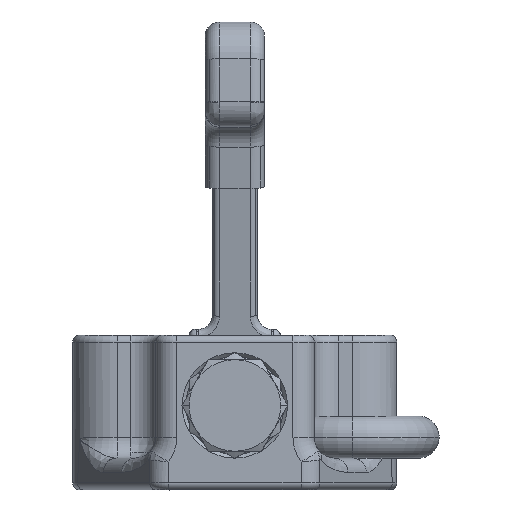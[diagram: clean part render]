
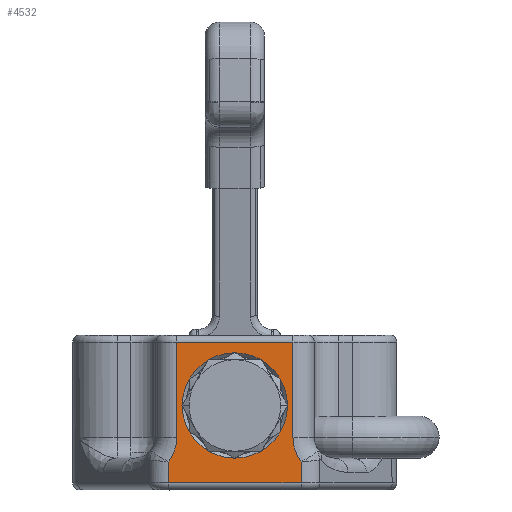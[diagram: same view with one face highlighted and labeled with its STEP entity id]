
A CAD part, left-side view. The second image highlights one B-rep face of the part: STEP entity #4532.
In plain terms, the highlighted planar face has unit normal (-1, 0, 0).
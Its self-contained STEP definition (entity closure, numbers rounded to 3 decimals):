
#4459=AXIS2_PLACEMENT_3D('Plane Axis2P3D',#4456,#4457,#4458) ;
#4516=AXIS2_PLACEMENT_3D('Circle Axis2P3D',#4514,#4515,$) ;
#4525=AXIS2_PLACEMENT_3D('Circle Axis2P3D',#4523,#4524,$) ;
#1593=CARTESIAN_POINT('Vertex',(-25.,-26.095,1.)) ;
#1617=CARTESIAN_POINT('Vertex',(-25.,-7.305,1.)) ;
#1620=CARTESIAN_POINT('Line Origine',(-25.,-22.337,1.)) ;
#2668=CARTESIAN_POINT('Vertex',(-25.,-8.45,21.)) ;
#2692=CARTESIAN_POINT('Vertex',(-25.,-24.95,21.)) ;
#2695=CARTESIAN_POINT('Line Origine',(-25.,-11.75,21.)) ;
#4422=CARTESIAN_POINT('Line Origine',(-25.,-26.095,3.622)) ;
#4426=CARTESIAN_POINT('Vertex',(-25.,-26.095,3.974)) ;
#4456=CARTESIAN_POINT('Axis2P3D Location',(-25.,-16.7,11.)) ;
#4461=CARTESIAN_POINT('Line Origine',(-25.,-7.305,2.487)) ;
#4465=CARTESIAN_POINT('Vertex',(-25.,-7.305,3.974)) ;
#4469=CARTESIAN_POINT('Control Point',(-25.,-26.095,3.974)) ;
#4470=CARTESIAN_POINT('Control Point',(-25.,-25.743,4.459)) ;
#4471=CARTESIAN_POINT('Control Point',(-25.,-25.451,4.989)) ;
#4472=CARTESIAN_POINT('Control Point',(-25.,-25.227,5.552)) ;
#4473=CARTESIAN_POINT('Control Point',(-25.,-25.037,6.288)) ;
#4474=CARTESIAN_POINT('Control Point',(-25.,-24.965,7.039)) ;
#4475=CARTESIAN_POINT('Control Point',(-25.,-24.955,7.192)) ;
#4476=CARTESIAN_POINT('Control Point',(-25.,-24.95,7.346)) ;
#4477=CARTESIAN_POINT('Control Point',(-25.,-24.95,7.5)) ;
#4478=CARTESIAN_POINT('Vertex',(-25.,-24.95,7.5)) ;
#4481=CARTESIAN_POINT('Line Origine',(-25.,-24.95,14.25)) ;
#4486=CARTESIAN_POINT('Line Origine',(-25.,-8.45,14.25)) ;
#4490=CARTESIAN_POINT('Vertex',(-25.,-8.45,7.5)) ;
#4494=CARTESIAN_POINT('Control Point',(-25.,-8.45,7.5)) ;
#4495=CARTESIAN_POINT('Control Point',(-25.,-8.45,6.9)) ;
#4496=CARTESIAN_POINT('Control Point',(-25.,-8.375,6.3)) ;
#4497=CARTESIAN_POINT('Control Point',(-25.,-8.225,5.712)) ;
#4498=CARTESIAN_POINT('Control Point',(-25.,-7.946,5.006)) ;
#4499=CARTESIAN_POINT('Control Point',(-25.,-7.564,4.356)) ;
#4500=CARTESIAN_POINT('Control Point',(-25.,-7.481,4.226)) ;
#4501=CARTESIAN_POINT('Control Point',(-25.,-7.395,4.098)) ;
#4502=CARTESIAN_POINT('Control Point',(-25.,-7.305,3.974)) ;
#4514=CARTESIAN_POINT('Axis2P3D Location',(-25.,-16.7,12.)) ;
#4518=CARTESIAN_POINT('Vertex',(-25.,-24.175,12.)) ;
#4520=CARTESIAN_POINT('Vertex',(-25.,-9.225,12.)) ;
#4523=CARTESIAN_POINT('Axis2P3D Location',(-25.,-16.7,12.)) ;
#1621=DIRECTION('Vector Direction',(0.,-1.,0.)) ;
#2696=DIRECTION('Vector Direction',(0.,1.,0.)) ;
#4423=DIRECTION('Vector Direction',(0.,0.,1.)) ;
#4457=DIRECTION('Axis2P3D Direction',(-1.,0.,0.)) ;
#4458=DIRECTION('Axis2P3D XDirection',(0.,0.,1.)) ;
#4462=DIRECTION('Vector Direction',(0.,0.,-1.)) ;
#4482=DIRECTION('Vector Direction',(0.,0.,1.)) ;
#4487=DIRECTION('Vector Direction',(0.,0.,-1.)) ;
#4515=DIRECTION('Axis2P3D Direction',(-1.,0.,0.)) ;
#4524=DIRECTION('Axis2P3D Direction',(-1.,0.,0.)) ;
#1622=VECTOR('Line Direction',#1621,1.) ;
#2697=VECTOR('Line Direction',#2696,1.) ;
#4424=VECTOR('Line Direction',#4423,1.) ;
#4463=VECTOR('Line Direction',#4462,1.) ;
#4483=VECTOR('Line Direction',#4482,1.) ;
#4488=VECTOR('Line Direction',#4487,1.) ;
#4505=ORIENTED_EDGE('',*,*,#4467,.T.) ;
#4506=ORIENTED_EDGE('',*,*,#1624,.T.) ;
#4507=ORIENTED_EDGE('',*,*,#4428,.T.) ;
#4508=ORIENTED_EDGE('',*,*,#4480,.T.) ;
#4509=ORIENTED_EDGE('',*,*,#4485,.T.) ;
#4510=ORIENTED_EDGE('',*,*,#2699,.T.) ;
#4511=ORIENTED_EDGE('',*,*,#4492,.T.) ;
#4512=ORIENTED_EDGE('',*,*,#4503,.T.) ;
#4529=ORIENTED_EDGE('',*,*,#4522,.F.) ;
#4530=ORIENTED_EDGE('',*,*,#4527,.F.) ;
#4531=FACE_BOUND('',#4528,.T.) ;
#4532=ADVANCED_FACE('CP95 BODY_1\\Volumenk\X2\00F6\X0\rper1',(#4513,#4531),#4460,.T.) ;
#4468=B_SPLINE_CURVE_WITH_KNOTS('',5,(#4469,#4470,#4471,#4472,#4473,#4474,#4475,#4476,#4477),.UNSPECIFIED.,.F.,.U.,(6,3,6),(0.,4.243,5.33),.UNSPECIFIED.) ;
#4493=B_SPLINE_CURVE_WITH_KNOTS('',5,(#4494,#4495,#4496,#4497,#4498,#4499,#4500,#4501,#4502),.UNSPECIFIED.,.F.,.U.,(6,3,6),(0.,4.243,5.33),.UNSPECIFIED.) ;
#4517=CIRCLE('generated circle',#4516,7.475) ;
#4526=CIRCLE('generated circle',#4525,7.475) ;
#1624=EDGE_CURVE('',#1618,#1594,#1623,.T.) ;
#2699=EDGE_CURVE('',#2693,#2669,#2698,.T.) ;
#4428=EDGE_CURVE('',#1594,#4427,#4425,.T.) ;
#4467=EDGE_CURVE('',#4466,#1618,#4464,.T.) ;
#4480=EDGE_CURVE('',#4427,#4479,#4468,.T.) ;
#4485=EDGE_CURVE('',#4479,#2693,#4484,.T.) ;
#4492=EDGE_CURVE('',#2669,#4491,#4489,.T.) ;
#4503=EDGE_CURVE('',#4491,#4466,#4493,.T.) ;
#4522=EDGE_CURVE('',#4519,#4521,#4517,.T.) ;
#4527=EDGE_CURVE('',#4521,#4519,#4526,.T.) ;
#4504=EDGE_LOOP('',(#4505,#4506,#4507,#4508,#4509,#4510,#4511,#4512)) ;
#4528=EDGE_LOOP('',(#4529,#4530)) ;
#4513=FACE_OUTER_BOUND('',#4504,.T.) ;
#1623=LINE('Line',#1620,#1622) ;
#2698=LINE('Line',#2695,#2697) ;
#4425=LINE('Line',#4422,#4424) ;
#4464=LINE('Line',#4461,#4463) ;
#4484=LINE('Line',#4481,#4483) ;
#4489=LINE('Line',#4486,#4488) ;
#4460=PLANE('Plane',#4459) ;
#1594=VERTEX_POINT('',#1593) ;
#1618=VERTEX_POINT('',#1617) ;
#2669=VERTEX_POINT('',#2668) ;
#2693=VERTEX_POINT('',#2692) ;
#4427=VERTEX_POINT('',#4426) ;
#4466=VERTEX_POINT('',#4465) ;
#4479=VERTEX_POINT('',#4478) ;
#4491=VERTEX_POINT('',#4490) ;
#4519=VERTEX_POINT('',#4518) ;
#4521=VERTEX_POINT('',#4520) ;
